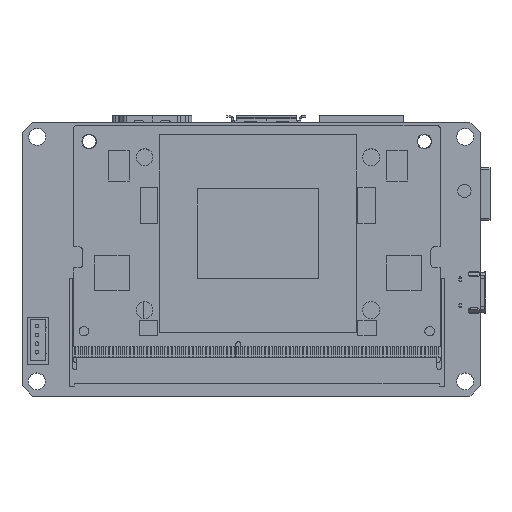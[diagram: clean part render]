
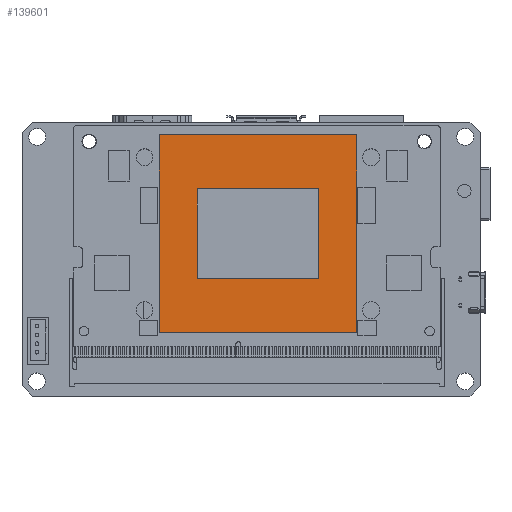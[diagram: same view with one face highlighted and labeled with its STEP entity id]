
A CAD part, top view. The second image highlights one B-rep face of the part: STEP entity #139601.
In plain terms, the highlighted face is planar.
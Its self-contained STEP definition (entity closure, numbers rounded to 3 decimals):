
#137524=DIRECTION('',(0.,1.,0.));
#137525=VECTOR('',#137524,37.5);
#137526=CARTESIAN_POINT('',(51.35,-0.25,-1.6));
#137527=LINE('',#137526,#137525);
#137528=DIRECTION('',(-1.,0.,0.));
#137529=VECTOR('',#137528,37.5);
#137530=CARTESIAN_POINT('',(51.35,37.25,-1.6));
#137531=LINE('',#137530,#137529);
#137532=DIRECTION('',(0.,-1.,0.));
#137533=VECTOR('',#137532,37.5);
#137534=CARTESIAN_POINT('',(13.85,37.25,-1.6));
#137535=LINE('',#137534,#137533);
#137536=DIRECTION('',(1.,0.,0.));
#137537=VECTOR('',#137536,37.5);
#137538=CARTESIAN_POINT('',(13.85,-0.25,-1.6));
#137539=LINE('',#137538,#137537);
#137540=DIRECTION('',(0.,1.,0.));
#137541=VECTOR('',#137540,17.);
#137542=CARTESIAN_POINT('',(44.1,10.,-1.6));
#137543=LINE('',#137542,#137541);
#137548=DIRECTION('',(-1.,0.,0.));
#137549=VECTOR('',#137548,23.);
#137550=CARTESIAN_POINT('',(44.1,27.,-1.6));
#137551=LINE('',#137550,#137549);
#137556=DIRECTION('',(0.,-1.,0.));
#137557=VECTOR('',#137556,17.);
#137558=CARTESIAN_POINT('',(21.1,27.,-1.6));
#137559=LINE('',#137558,#137557);
#137564=DIRECTION('',(1.,0.,0.));
#137565=VECTOR('',#137564,23.);
#137566=CARTESIAN_POINT('',(21.1,10.,-1.6));
#137567=LINE('',#137566,#137565);
#138468=CARTESIAN_POINT('',(51.35,37.25,-1.6));
#138469=VERTEX_POINT('',#138468);
#138470=CARTESIAN_POINT('',(51.35,-0.25,-1.6));
#138471=VERTEX_POINT('',#138470);
#138472=CARTESIAN_POINT('',(13.85,37.25,-1.6));
#138473=VERTEX_POINT('',#138472);
#138474=CARTESIAN_POINT('',(13.85,-0.25,-1.6));
#138475=VERTEX_POINT('',#138474);
#138476=CARTESIAN_POINT('',(44.1,10.,-1.6));
#138477=CARTESIAN_POINT('',(44.1,27.,-1.6));
#138478=VERTEX_POINT('',#138476);
#138479=VERTEX_POINT('',#138477);
#138480=CARTESIAN_POINT('',(21.1,10.,-1.6));
#138481=VERTEX_POINT('',#138480);
#138482=CARTESIAN_POINT('',(21.1,27.,-1.6));
#138483=VERTEX_POINT('',#138482);
#139580=CARTESIAN_POINT('',(0.,0.,-1.6));
#139581=DIRECTION('',(0.,0.,-1.));
#139582=DIRECTION('',(-1.,0.,0.));
#139583=AXIS2_PLACEMENT_3D('',#139580,#139581,#139582);
#139584=PLANE('',#139583);
#139585=ORIENTED_EDGE('',*,*,#139532,.T.);
#139586=ORIENTED_EDGE('',*,*,#139547,.T.);
#139587=ORIENTED_EDGE('',*,*,#139561,.T.);
#139588=ORIENTED_EDGE('',*,*,#139574,.T.);
#139589=EDGE_LOOP('',(#139585,#139586,#139587,#139588));
#139590=FACE_OUTER_BOUND('',#139589,.F.);
#139592=ORIENTED_EDGE('',*,*,#139591,.F.);
#139594=ORIENTED_EDGE('',*,*,#139593,.F.);
#139596=ORIENTED_EDGE('',*,*,#139595,.F.);
#139598=ORIENTED_EDGE('',*,*,#139597,.F.);
#139599=EDGE_LOOP('',(#139592,#139594,#139596,#139598));
#139600=FACE_BOUND('',#139599,.F.);
#139532=EDGE_CURVE('',#138471,#138469,#137527,.T.);
#139547=EDGE_CURVE('',#138469,#138473,#137531,.T.);
#139561=EDGE_CURVE('',#138473,#138475,#137535,.T.);
#139574=EDGE_CURVE('',#138475,#138471,#137539,.T.);
#139591=EDGE_CURVE('',#138478,#138479,#137543,.T.);
#139593=EDGE_CURVE('',#138481,#138478,#137567,.T.);
#139595=EDGE_CURVE('',#138483,#138481,#137559,.T.);
#139597=EDGE_CURVE('',#138479,#138483,#137551,.T.);
#139601=ADVANCED_FACE('',(#139590,#139600),#139584,.T.);
